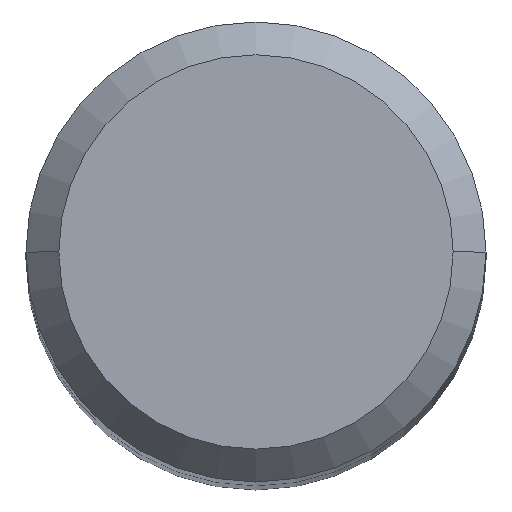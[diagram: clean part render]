
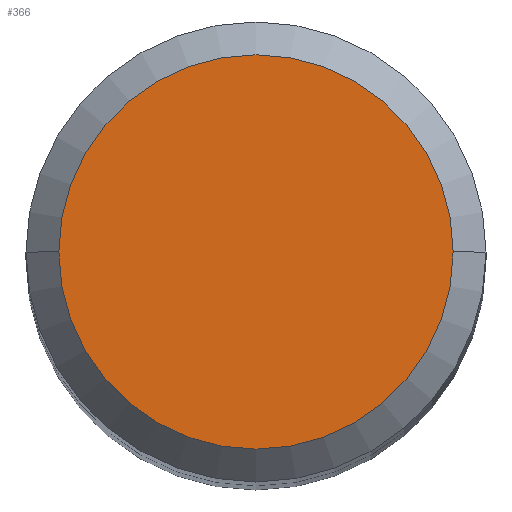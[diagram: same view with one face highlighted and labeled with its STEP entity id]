
A CAD part, top view. The second image highlights one B-rep face of the part: STEP entity #366.
In plain terms, the highlighted planar face has unit normal (0, 0, 1).
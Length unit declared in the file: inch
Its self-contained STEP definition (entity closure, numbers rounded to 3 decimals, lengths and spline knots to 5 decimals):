
#10 = DIRECTION ( 'NONE',  ( -1., 0., 0. ) ) ;
#14 = FACE_OUTER_BOUND ( 'NONE', #114, .T. ) ;
#68 = DIRECTION ( 'NONE',  ( 0., 0., 1. ) ) ;
#72 = DIRECTION ( 'NONE',  ( 1., 0., 0. ) ) ;
#108 = DIRECTION ( 'NONE',  ( 0., 0., -1. ) ) ;
#114 = EDGE_LOOP ( 'NONE', ( #309, #123 ) ) ;
#123 = ORIENTED_EDGE ( 'NONE', *, *, #332, .T. ) ;
#138 = PLANE ( 'NONE',  #298 ) ;
#148 = VERTEX_POINT ( 'NONE', #365 ) ;
#161 = CARTESIAN_POINT ( 'NONE',  ( 0., 0., 0. ) ) ;
#165 = CARTESIAN_POINT ( 'NONE',  ( 0., 0., 0. ) ) ;
#189 = CARTESIAN_POINT ( 'NONE',  ( 0.1875, 0., 0. ) ) ;
#202 = AXIS2_PLACEMENT_3D ( 'NONE', #165, #316, #72 ) ;
#252 = AXIS2_PLACEMENT_3D ( 'NONE', #255, #68, #342 ) ;
#255 = CARTESIAN_POINT ( 'NONE',  ( 0., 0., 0. ) ) ;
#267 = CIRCLE ( 'NONE', #252, 0.1875 ) ;
#294 = VERTEX_POINT ( 'NONE', #189 ) ;
#298 = AXIS2_PLACEMENT_3D ( 'NONE', #161, #108, #10 ) ;
#309 = ORIENTED_EDGE ( 'NONE', *, *, #343, .T. ) ;
#316 = DIRECTION ( 'NONE',  ( 0., 0., 1. ) ) ;
#332 = EDGE_CURVE ( 'NONE', #294, #148, #388, .T. ) ;
#342 = DIRECTION ( 'NONE',  ( 1., 0., 0. ) ) ;
#343 = EDGE_CURVE ( 'NONE', #148, #294, #267, .T. ) ;
#365 = CARTESIAN_POINT ( 'NONE',  ( -0.1875, 0., 0. ) ) ;
#366 = ADVANCED_FACE ( 'NONE', ( #14 ), #138, .F. ) ;
#388 = CIRCLE ( 'NONE', #202, 0.1875 ) ;
